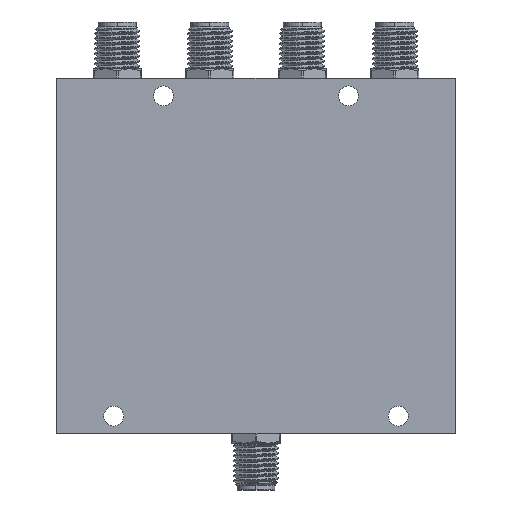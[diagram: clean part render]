
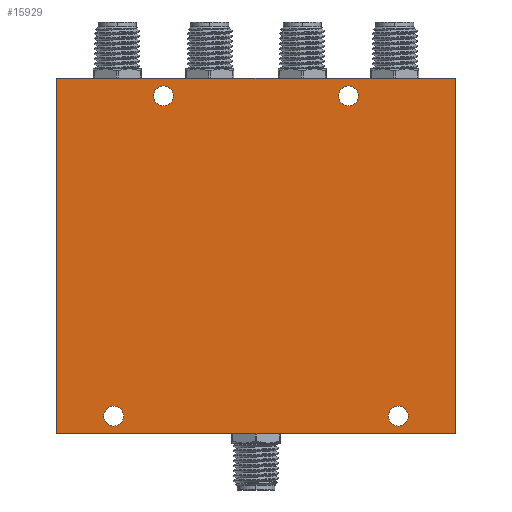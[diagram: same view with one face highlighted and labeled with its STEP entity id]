
A CAD part, front view. The second image highlights one B-rep face of the part: STEP entity #15929.
In plain terms, the highlighted planar face has unit normal (0, -1, 0).
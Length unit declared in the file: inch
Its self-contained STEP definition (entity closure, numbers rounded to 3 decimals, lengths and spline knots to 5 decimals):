
#136 = AXIS2_PLACEMENT_3D ( 'NONE', #7033, #5416, #12571 ) ;
#638 = ORIENTED_EDGE ( 'NONE', *, *, #12726, .F. ) ;
#925 = CARTESIAN_POINT ( 'NONE',  ( 1.10236, -0.19685, -0.98425 ) ) ;
#1295 = ORIENTED_EDGE ( 'NONE', *, *, #6621, .T. ) ;
#1317 = DIRECTION ( 'NONE',  ( 0., 0., 1. ) ) ;
#1364 = CARTESIAN_POINT ( 'NONE',  ( 0.7874, -0.19685, -0.94083 ) ) ;
#1531 = DIRECTION ( 'NONE',  ( 0., -1., 0. ) ) ;
#1739 = CARTESIAN_POINT ( 'NONE',  ( 0.51181, -0.19685, 0.94083 ) ) ;
#1747 = EDGE_CURVE ( 'NONE', #17032, #12758, #2251, .T. ) ;
#2251 = CIRCLE ( 'NONE', #2532, 0.055 ) ;
#2344 = DIRECTION ( 'NONE',  ( 0., 1., 0. ) ) ;
#2364 = CARTESIAN_POINT ( 'NONE',  ( -0.51181, -0.19685, 0.94083 ) ) ;
#2530 = LINE ( 'NONE', #12065, #6483 ) ;
#2532 = AXIS2_PLACEMENT_3D ( 'NONE', #10795, #16670, #2881 ) ;
#2650 = CARTESIAN_POINT ( 'NONE',  ( -0.51181, -0.19685, 0.83083 ) ) ;
#2881 = DIRECTION ( 'NONE',  ( 0., 0., 1. ) ) ;
#2995 = CARTESIAN_POINT ( 'NONE',  ( -0.7874, -0.19685, -0.94083 ) ) ;
#3506 = EDGE_CURVE ( 'NONE', #13638, #4459, #7598, .T. ) ;
#3704 = CARTESIAN_POINT ( 'NONE',  ( -0.7874, -0.19685, -0.88583 ) ) ;
#3903 = AXIS2_PLACEMENT_3D ( 'NONE', #14971, #1531, #16587 ) ;
#3963 = CIRCLE ( 'NONE', #14108, 0.055 ) ;
#4117 = DIRECTION ( 'NONE',  ( 0., 1., 0. ) ) ;
#4459 = VERTEX_POINT ( 'NONE', #7796 ) ;
#4859 = CARTESIAN_POINT ( 'NONE',  ( 1.10236, -0.19685, 0.98425 ) ) ;
#5089 = CIRCLE ( 'NONE', #11187, 0.055 ) ;
#5416 = DIRECTION ( 'NONE',  ( 0., 1., 0. ) ) ;
#5562 = CARTESIAN_POINT ( 'NONE',  ( -0.7874, -0.19685, -0.83083 ) ) ;
#5709 = CARTESIAN_POINT ( 'NONE',  ( 0.51181, -0.19685, 0.88583 ) ) ;
#5955 = DIRECTION ( 'NONE',  ( 0., 1., 0. ) ) ;
#6027 = DIRECTION ( 'NONE',  ( 0., 1., 0. ) ) ;
#6147 = DIRECTION ( 'NONE',  ( -1., 0., 0. ) ) ;
#6265 = AXIS2_PLACEMENT_3D ( 'NONE', #11226, #5955, #14035 ) ;
#6483 = VECTOR ( 'NONE', #8154, 39.37008 ) ;
#6621 = EDGE_CURVE ( 'NONE', #12758, #17032, #15510, .T. ) ;
#6851 = CIRCLE ( 'NONE', #14398, 0.055 ) ;
#6998 = VERTEX_POINT ( 'NONE', #2995 ) ;
#7033 = CARTESIAN_POINT ( 'NONE',  ( -0.7874, -0.19685, -0.88583 ) ) ;
#7123 = AXIS2_PLACEMENT_3D ( 'NONE', #5709, #11240, #12858 ) ;
#7598 = LINE ( 'NONE', #16043, #11405 ) ;
#7796 = CARTESIAN_POINT ( 'NONE',  ( -1.10236, -0.19685, -0.98425 ) ) ;
#7961 = VERTEX_POINT ( 'NONE', #10839 ) ;
#8076 = ORIENTED_EDGE ( 'NONE', *, *, #17546, .T. ) ;
#8154 = DIRECTION ( 'NONE',  ( 0., 0., -1. ) ) ;
#8200 = CARTESIAN_POINT ( 'NONE',  ( -0.51181, -0.19685, 0.88583 ) ) ;
#8221 = EDGE_CURVE ( 'NONE', #12021, #7961, #14098, .T. ) ;
#8336 = DIRECTION ( 'NONE',  ( 0., 0., 1. ) ) ;
#8505 = CARTESIAN_POINT ( 'NONE',  ( -1.10236, -0.19685, 0.98425 ) ) ;
#9227 = ORIENTED_EDGE ( 'NONE', *, *, #8221, .T. ) ;
#9425 = ORIENTED_EDGE ( 'NONE', *, *, #1747, .T. ) ;
#9518 = ORIENTED_EDGE ( 'NONE', *, *, #14826, .F. ) ;
#9598 = FACE_BOUND ( 'NONE', #14933, .T. ) ;
#9833 = VERTEX_POINT ( 'NONE', #5562 ) ;
#10477 = ORIENTED_EDGE ( 'NONE', *, *, #11806, .T. ) ;
#10750 = ORIENTED_EDGE ( 'NONE', *, *, #13287, .T. ) ;
#10795 = CARTESIAN_POINT ( 'NONE',  ( 0.51181, -0.19685, 0.88583 ) ) ;
#10839 = CARTESIAN_POINT ( 'NONE',  ( 0.7874, -0.19685, -0.83083 ) ) ;
#10890 = ORIENTED_EDGE ( 'NONE', *, *, #14587, .F. ) ;
#11082 = LINE ( 'NONE', #12367, #11199 ) ;
#11187 = AXIS2_PLACEMENT_3D ( 'NONE', #8200, #4117, #1317 ) ;
#11199 = VECTOR ( 'NONE', #12635, 39.37008 ) ;
#11226 = CARTESIAN_POINT ( 'NONE',  ( 0.7874, -0.19685, -0.88583 ) ) ;
#11240 = DIRECTION ( 'NONE',  ( 0., 1., 0. ) ) ;
#11405 = VECTOR ( 'NONE', #6147, 39.37008 ) ;
#11560 = DIRECTION ( 'NONE',  ( 0., 0., 1. ) ) ;
#11806 = EDGE_CURVE ( 'NONE', #13617, #12691, #5089, .T. ) ;
#12021 = VERTEX_POINT ( 'NONE', #1364 ) ;
#12065 = CARTESIAN_POINT ( 'NONE',  ( 1.10236, -0.19685, 0.98425 ) ) ;
#12304 = VECTOR ( 'NONE', #8336, 39.37008 ) ;
#12367 = CARTESIAN_POINT ( 'NONE',  ( -1.10236, -0.19685, 0.98425 ) ) ;
#12421 = FACE_BOUND ( 'NONE', #12714, .T. ) ;
#12566 = EDGE_CURVE ( 'NONE', #7961, #12021, #6851, .T. ) ;
#12571 = DIRECTION ( 'NONE',  ( 0., 0., 1. ) ) ;
#12613 = CIRCLE ( 'NONE', #14066, 0.055 ) ;
#12635 = DIRECTION ( 'NONE',  ( 1., 0., 0. ) ) ;
#12691 = VERTEX_POINT ( 'NONE', #2650 ) ;
#12714 = EDGE_LOOP ( 'NONE', ( #9425, #1295 ) ) ;
#12726 = EDGE_CURVE ( 'NONE', #16795, #16348, #11082, .T. ) ;
#12758 = VERTEX_POINT ( 'NONE', #1739 ) ;
#12858 = DIRECTION ( 'NONE',  ( 0., 0., 1. ) ) ;
#12927 = CARTESIAN_POINT ( 'NONE',  ( -0.51181, -0.19685, 0.88583 ) ) ;
#13287 = EDGE_CURVE ( 'NONE', #6998, #9833, #3963, .T. ) ;
#13368 = EDGE_LOOP ( 'NONE', ( #10750, #8076 ) ) ;
#13416 = DIRECTION ( 'NONE',  ( 0., 0., 1. ) ) ;
#13500 = CIRCLE ( 'NONE', #136, 0.055 ) ;
#13617 = VERTEX_POINT ( 'NONE', #2364 ) ;
#13638 = VERTEX_POINT ( 'NONE', #925 ) ;
#13675 = EDGE_LOOP ( 'NONE', ( #10890, #638, #9518, #17757 ) ) ;
#13881 = PLANE ( 'NONE',  #3903 ) ;
#14035 = DIRECTION ( 'NONE',  ( 0., 0., 1. ) ) ;
#14066 = AXIS2_PLACEMENT_3D ( 'NONE', #12927, #6027, #11560 ) ;
#14098 = CIRCLE ( 'NONE', #6265, 0.055 ) ;
#14108 = AXIS2_PLACEMENT_3D ( 'NONE', #3704, #2344, #13416 ) ;
#14398 = AXIS2_PLACEMENT_3D ( 'NONE', #17447, #16092, #17807 ) ;
#14587 = EDGE_CURVE ( 'NONE', #16348, #13638, #2530, .T. ) ;
#14826 = EDGE_CURVE ( 'NONE', #4459, #16795, #15328, .T. ) ;
#14835 = CARTESIAN_POINT ( 'NONE',  ( 0.51181, -0.19685, 0.83083 ) ) ;
#14933 = EDGE_LOOP ( 'NONE', ( #17739, #10477 ) ) ;
#14971 = CARTESIAN_POINT ( 'NONE',  ( 0., -0.19685, 0. ) ) ;
#15237 = FACE_BOUND ( 'NONE', #13368, .T. ) ;
#15328 = LINE ( 'NONE', #8505, #12304 ) ;
#15510 = CIRCLE ( 'NONE', #7123, 0.055 ) ;
#15929 = ADVANCED_FACE ( 'NONE', ( #9598, #16420, #15237, #12421, #17687 ), #13881, .T. ) ;
#16043 = CARTESIAN_POINT ( 'NONE',  ( -1.10236, -0.19685, -0.98425 ) ) ;
#16092 = DIRECTION ( 'NONE',  ( 0., 1., 0. ) ) ;
#16348 = VERTEX_POINT ( 'NONE', #4859 ) ;
#16420 = FACE_BOUND ( 'NONE', #16687, .T. ) ;
#16587 = DIRECTION ( 'NONE',  ( 0., 0., -1. ) ) ;
#16670 = DIRECTION ( 'NONE',  ( 0., 1., 0. ) ) ;
#16687 = EDGE_LOOP ( 'NONE', ( #9227, #17740 ) ) ;
#16784 = EDGE_CURVE ( 'NONE', #12691, #13617, #12613, .T. ) ;
#16795 = VERTEX_POINT ( 'NONE', #17094 ) ;
#17032 = VERTEX_POINT ( 'NONE', #14835 ) ;
#17094 = CARTESIAN_POINT ( 'NONE',  ( -1.10236, -0.19685, 0.98425 ) ) ;
#17447 = CARTESIAN_POINT ( 'NONE',  ( 0.7874, -0.19685, -0.88583 ) ) ;
#17546 = EDGE_CURVE ( 'NONE', #9833, #6998, #13500, .T. ) ;
#17687 = FACE_OUTER_BOUND ( 'NONE', #13675, .T. ) ;
#17739 = ORIENTED_EDGE ( 'NONE', *, *, #16784, .T. ) ;
#17740 = ORIENTED_EDGE ( 'NONE', *, *, #12566, .T. ) ;
#17757 = ORIENTED_EDGE ( 'NONE', *, *, #3506, .F. ) ;
#17807 = DIRECTION ( 'NONE',  ( 0., 0., 1. ) ) ;
